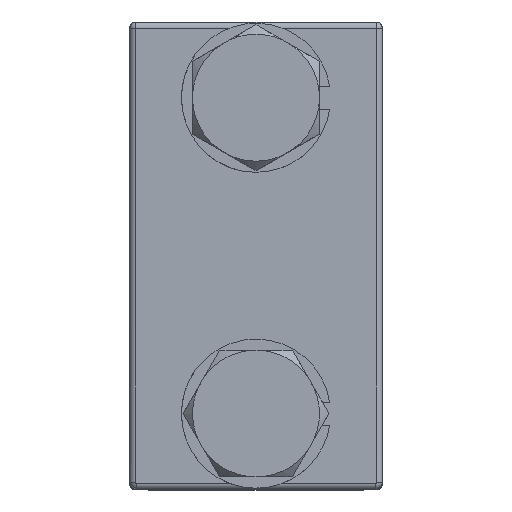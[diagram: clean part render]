
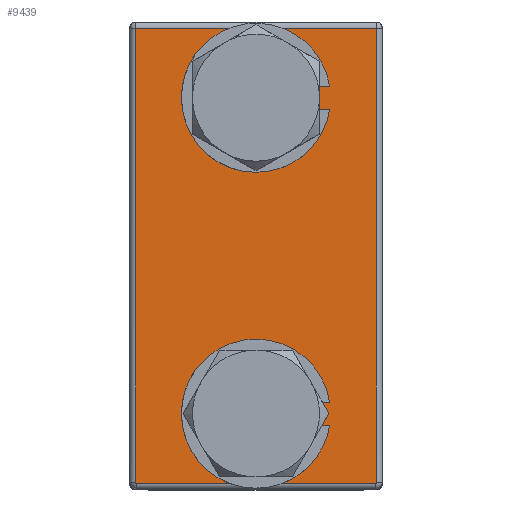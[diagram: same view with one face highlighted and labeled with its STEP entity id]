
A CAD part, top view. The second image highlights one B-rep face of the part: STEP entity #9439.
In plain terms, the highlighted face is planar.
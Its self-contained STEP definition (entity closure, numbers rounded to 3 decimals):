
#7028=DIRECTION('',(0.,1.,0.));
#7029=VECTOR('',#7028,19.);
#7030=CARTESIAN_POINT('',(-18.,-9.5,0.));
#7031=LINE('',#7030,#7029);
#7054=DIRECTION('',(-1.,0.,0.));
#7055=VECTOR('',#7054,36.);
#7056=CARTESIAN_POINT('',(18.,9.5,0.));
#7057=LINE('',#7056,#7055);
#7061=DIRECTION('',(1.,0.,0.));
#7062=VECTOR('',#7061,36.);
#7063=CARTESIAN_POINT('',(-18.,-9.5,0.));
#7064=LINE('',#7063,#7062);
#7068=CARTESIAN_POINT('',(12.5,0.,0.));
#7069=DIRECTION('',(0.,0.,-1.));
#7070=DIRECTION('',(1.,0.,0.));
#7071=AXIS2_PLACEMENT_3D('',#7068,#7069,#7070);
#7076=CARTESIAN_POINT('',(12.5,0.,0.));
#7077=DIRECTION('',(0.,0.,-1.));
#7078=DIRECTION('',(-1.,0.,0.));
#7079=AXIS2_PLACEMENT_3D('',#7076,#7077,#7078);
#7084=CARTESIAN_POINT('',(-12.5,0.,0.));
#7085=DIRECTION('',(0.,0.,-1.));
#7086=DIRECTION('',(1.,0.,0.));
#7087=AXIS2_PLACEMENT_3D('',#7084,#7085,#7086);
#7092=CARTESIAN_POINT('',(-12.5,0.,0.));
#7093=DIRECTION('',(0.,0.,-1.));
#7094=DIRECTION('',(-1.,0.,0.));
#7095=AXIS2_PLACEMENT_3D('',#7092,#7093,#7094);
#8274=DIRECTION('',(0.,-1.,0.));
#8275=VECTOR('',#8274,19.);
#8276=CARTESIAN_POINT('',(18.,9.5,0.));
#8277=LINE('',#8276,#8275);
#9090=CARTESIAN_POINT('',(-18.,-9.5,0.));
#9091=CARTESIAN_POINT('',(-18.,9.5,0.));
#9092=VERTEX_POINT('',#9090);
#9093=VERTEX_POINT('',#9091);
#9094=CARTESIAN_POINT('',(18.,9.5,0.));
#9095=VERTEX_POINT('',#9094);
#9096=CARTESIAN_POINT('',(18.,-9.5,
0.));
#9097=VERTEX_POINT('',#9096);
#9098=CARTESIAN_POINT('',(15.75,0.,0.));
#9099=CARTESIAN_POINT('',(9.25,0.,0.));
#9100=VERTEX_POINT('',#9098);
#9101=VERTEX_POINT('',#9099);
#9102=CARTESIAN_POINT('',(-9.25,0.,0.));
#9103=CARTESIAN_POINT('',(-15.75,0.,0.));
#9104=VERTEX_POINT('',#9102);
#9105=VERTEX_POINT('',#9103);
#9413=CARTESIAN_POINT('',(0.,0.,0.));
#9414=DIRECTION('',(0.,0.,1.));
#9415=DIRECTION('',(0.,1.,0.));
#9416=AXIS2_PLACEMENT_3D('',#9413,#9414,#9415);
#9417=PLANE('',#9416);
#9419=ORIENTED_EDGE('',*,*,#9418,.T.);
#9420=ORIENTED_EDGE('',*,*,#9396,.F.);
#9422=ORIENTED_EDGE('',*,*,#9421,.T.);
#9424=ORIENTED_EDGE('',*,*,#9423,.F.);
#9425=EDGE_LOOP('',(#9419,#9420,#9422,#9424));
#9426=FACE_OUTER_BOUND('',#9425,.F.);
#9428=ORIENTED_EDGE('',*,*,#9427,.T.);
#9430=ORIENTED_EDGE('',*,*,#9429,.T.);
#9431=EDGE_LOOP('',(#9428,#9430));
#9432=FACE_BOUND('',#9431,.F.);
#9434=ORIENTED_EDGE('',*,*,#9433,.T.);
#9436=ORIENTED_EDGE('',*,*,#9435,.T.);
#9437=EDGE_LOOP('',(#9434,#9436));
#9438=FACE_BOUND('',#9437,.F.);
#7072=CIRCLE('',#7071,3.25);
#7080=CIRCLE('',#7079,3.25);
#7088=CIRCLE('',#7087,3.25);
#7096=CIRCLE('',#7095,3.25);
#9396=EDGE_CURVE('',#9092,#9093,#7031,.T.);
#9418=EDGE_CURVE('',#9095,#9093,#7057,.T.);
#9421=EDGE_CURVE('',#9092,#9097,#7064,.T.);
#9423=EDGE_CURVE('',#9095,#9097,#8277,.T.);
#9427=EDGE_CURVE('',#9100,#9101,#7072,.T.);
#9429=EDGE_CURVE('',#9101,#9100,#7080,.T.);
#9433=EDGE_CURVE('',#9104,#9105,#7088,.T.);
#9435=EDGE_CURVE('',#9105,#9104,#7096,.T.);
#9439=ADVANCED_FACE('',(#9426,#9432,#9438),#9417,.F.);
